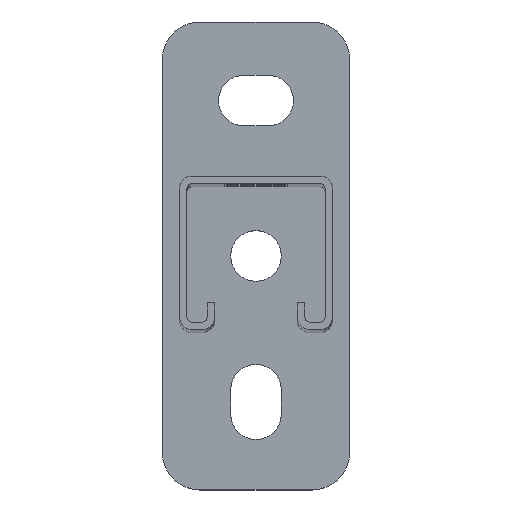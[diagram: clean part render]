
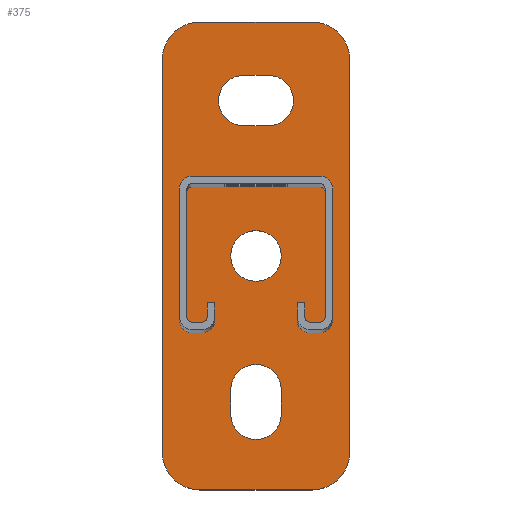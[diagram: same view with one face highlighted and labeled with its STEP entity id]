
A CAD part, top view. The second image highlights one B-rep face of the part: STEP entity #375.
In plain terms, the highlighted planar face has unit normal (0, 0, 1).
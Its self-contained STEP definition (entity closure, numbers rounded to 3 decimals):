
#375=ADVANCED_FACE('',(#744,#745,#746,#747),#748,.T.);
#744=FACE_BOUND('',#1096,.T.);
#745=FACE_BOUND('',#1097,.T.);
#746=FACE_BOUND('',#1098,.T.);
#747=FACE_OUTER_BOUND('',#1099,.T.);
#748=PLANE('',#1100);
#1096=EDGE_LOOP('',(#2061,#2062));
#1097=EDGE_LOOP('',(#2063,#2064,#2065,#2066,#2067,#2068));
#1098=EDGE_LOOP('',(#2069,#2070,#2071,#2072,#2073,#2074));
#1099=EDGE_LOOP('',(#2075,#2076,#2077,#2078,#2079,#2080,#2081,#2082));
#1100=AXIS2_PLACEMENT_3D('',#2083,#2084,#2085);
#2061=ORIENTED_EDGE('',*,*,#2446,.T.);
#2062=ORIENTED_EDGE('',*,*,#2441,.T.);
#2063=ORIENTED_EDGE('',*,*,#2431,.T.);
#2064=ORIENTED_EDGE('',*,*,#2454,.T.);
#2065=ORIENTED_EDGE('',*,*,#2456,.T.);
#2066=ORIENTED_EDGE('',*,*,#2436,.T.);
#2067=ORIENTED_EDGE('',*,*,#2450,.T.);
#2068=ORIENTED_EDGE('',*,*,#2459,.T.);
#2069=ORIENTED_EDGE('',*,*,#2421,.T.);
#2070=ORIENTED_EDGE('',*,*,#2468,.T.);
#2071=ORIENTED_EDGE('',*,*,#2470,.T.);
#2072=ORIENTED_EDGE('',*,*,#2426,.T.);
#2073=ORIENTED_EDGE('',*,*,#2464,.T.);
#2074=ORIENTED_EDGE('',*,*,#2473,.T.);
#2075=ORIENTED_EDGE('',*,*,#2477,.T.);
#2076=ORIENTED_EDGE('',*,*,#2502,.T.);
#2077=ORIENTED_EDGE('',*,*,#2499,.T.);
#2078=ORIENTED_EDGE('',*,*,#2496,.T.);
#2079=ORIENTED_EDGE('',*,*,#2493,.T.);
#2080=ORIENTED_EDGE('',*,*,#2503,.T.);
#2081=ORIENTED_EDGE('',*,*,#2504,.T.);
#2082=ORIENTED_EDGE('',*,*,#2489,.T.);
#2083=CARTESIAN_POINT('',(0.0,0.0,8.0));
#2084=DIRECTION('',(0.0,0.0,1.0));
#2085=DIRECTION('',(1.0,0.0,0.0));
#2421=EDGE_CURVE('',#2973,#2970,#2974,.T.);
#2426=EDGE_CURVE('',#2982,#2979,#2983,.T.);
#2431=EDGE_CURVE('',#2991,#2988,#2992,.T.);
#2436=EDGE_CURVE('',#3000,#2997,#3001,.T.);
#2441=EDGE_CURVE('',#3009,#3006,#3010,.T.);
#2446=EDGE_CURVE('',#3006,#3009,#3016,.T.);
#2450=EDGE_CURVE('',#2997,#3020,#3022,.T.);
#2454=EDGE_CURVE('',#2988,#3026,#3028,.T.);
#2456=EDGE_CURVE('',#3026,#3000,#3030,.T.);
#2459=EDGE_CURVE('',#3020,#2991,#3033,.T.);
#2464=EDGE_CURVE('',#2979,#3038,#3040,.T.);
#2468=EDGE_CURVE('',#2970,#3044,#3046,.T.);
#2470=EDGE_CURVE('',#3044,#2982,#3048,.T.);
#2473=EDGE_CURVE('',#3038,#2973,#3051,.T.);
#2477=EDGE_CURVE('',#3057,#3054,#3058,.T.);
#2489=EDGE_CURVE('',#3077,#3057,#3078,.T.);
#2493=EDGE_CURVE('',#3083,#3081,#3084,.T.);
#2496=EDGE_CURVE('',#3087,#3083,#3088,.T.);
#2499=EDGE_CURVE('',#3091,#3087,#3092,.T.);
#2502=EDGE_CURVE('',#3054,#3091,#3095,.T.);
#2503=EDGE_CURVE('',#3081,#3096,#3097,.T.);
#2504=EDGE_CURVE('',#3096,#3077,#3098,.T.);
#2970=VERTEX_POINT('',#3696);
#2973=VERTEX_POINT('',#3700);
#2974=CIRCLE('',#3701,6.75);
#2979=VERTEX_POINT('',#3707);
#2982=VERTEX_POINT('',#3711);
#2983=CIRCLE('',#3712,6.75);
#2988=VERTEX_POINT('',#3718);
#2991=VERTEX_POINT('',#3722);
#2992=CIRCLE('',#3723,6.75);
#2997=VERTEX_POINT('',#3729);
#3000=VERTEX_POINT('',#3733);
#3001=CIRCLE('',#3734,6.75);
#3006=VERTEX_POINT('',#3740);
#3009=VERTEX_POINT('',#3744);
#3010=CIRCLE('',#3745,6.75);
#3016=CIRCLE('',#3752,6.75);
#3020=VERTEX_POINT('',#3756);
#3022=CIRCLE('',#3759,6.75);
#3026=VERTEX_POINT('',#3763);
#3028=CIRCLE('',#3766,6.75);
#3030=LINE('',#3768,#3769);
#3033=LINE('',#3773,#3774);
#3038=VERTEX_POINT('',#3780);
#3040=CIRCLE('',#3783,6.75);
#3044=VERTEX_POINT('',#3787);
#3046=CIRCLE('',#3790,6.75);
#3048=LINE('',#3792,#3793);
#3051=LINE('',#3797,#3798);
#3054=VERTEX_POINT('',#3802);
#3057=VERTEX_POINT('',#3806);
#3058=CIRCLE('',#3807,10.0);
#3077=VERTEX_POINT('',#3831);
#3078=LINE('',#3832,#3833);
#3081=VERTEX_POINT('',#3837);
#3083=VERTEX_POINT('',#3840);
#3084=CIRCLE('',#3841,10.0);
#3087=VERTEX_POINT('',#3845);
#3088=LINE('',#3846,#3847);
#3091=VERTEX_POINT('',#3851);
#3092=CIRCLE('',#3852,10.0);
#3095=LINE('',#3856,#3857);
#3096=VERTEX_POINT('',#3858);
#3097=LINE('',#3859,#3860);
#3098=CIRCLE('',#3861,10.0);
#3696=CARTESIAN_POINT('',(10.0,41.5,8.0));
#3700=CARTESIAN_POINT('',(3.25,48.25,8.0));
#3701=AXIS2_PLACEMENT_3D('',#4289,#4290,#4291);
#3707=CARTESIAN_POINT('',(-10.0,41.5,8.0));
#3711=CARTESIAN_POINT('',(-3.25,34.75,8.0));
#3712=AXIS2_PLACEMENT_3D('',#4297,#4298,#4299);
#3718=CARTESIAN_POINT('',(0.,-29.0,8.0));
#3722=CARTESIAN_POINT('',(-6.75,-35.75,8.0));
#3723=AXIS2_PLACEMENT_3D('',#4305,#4306,#4307);
#3729=CARTESIAN_POINT('',(0.,-49.0,8.0));
#3733=CARTESIAN_POINT('',(6.75,-42.25,8.0));
#3734=AXIS2_PLACEMENT_3D('',#4313,#4314,#4315);
#3740=CARTESIAN_POINT('',(6.75,0.0,8.0));
#3744=CARTESIAN_POINT('',(-6.75,0.,8.0));
#3745=AXIS2_PLACEMENT_3D('',#4321,#4322,#4323);
#3752=AXIS2_PLACEMENT_3D('',#4331,#4332,#4333);
#3756=CARTESIAN_POINT('',(-6.75,-42.25,8.0));
#3759=AXIS2_PLACEMENT_3D('',#4338,#4339,#4340);
#3763=CARTESIAN_POINT('',(6.75,-35.75,8.0));
#3766=AXIS2_PLACEMENT_3D('',#4345,#4346,#4347);
#3768=CARTESIAN_POINT('',(6.75,-19.5,8.0));
#3769=VECTOR('',#4348,1.0);
#3773=CARTESIAN_POINT('',(-6.75,-19.5,8.0));
#3774=VECTOR('',#4350,1.0);
#3780=CARTESIAN_POINT('',(-3.25,48.25,8.0));
#3783=AXIS2_PLACEMENT_3D('',#4356,#4357,#4358);
#3787=CARTESIAN_POINT('',(3.25,34.75,8.0));
#3790=AXIS2_PLACEMENT_3D('',#4363,#4364,#4365);
#3792=CARTESIAN_POINT('',(0.0,34.75,8.0));
#3793=VECTOR('',#4366,1.0);
#3797=CARTESIAN_POINT('',(0.0,48.25,8.0));
#3798=VECTOR('',#4368,1.0);
#3802=CARTESIAN_POINT('',(15.0,62.5,8.0));
#3806=CARTESIAN_POINT('',(25.0,52.5,8.0));
#3807=AXIS2_PLACEMENT_3D('',#4371,#4372,#4373);
#3831=CARTESIAN_POINT('',(25.0,-52.5,8.0));
#3832=CARTESIAN_POINT('',(25.0,0.0,8.0));
#3833=VECTOR('',#4391,1.0);
#3837=CARTESIAN_POINT('',(-15.0,-62.5,8.0));
#3840=CARTESIAN_POINT('',(-25.0,-52.5,8.0));
#3841=AXIS2_PLACEMENT_3D('',#4394,#4395,#4396);
#3845=CARTESIAN_POINT('',(-25.0,52.5,8.0));
#3846=CARTESIAN_POINT('',(-25.0,0.0,8.0));
#3847=VECTOR('',#4398,1.0);
#3851=CARTESIAN_POINT('',(-15.0,62.5,8.0));
#3852=AXIS2_PLACEMENT_3D('',#4400,#4401,#4402);
#3856=CARTESIAN_POINT('',(0.0,62.5,8.0));
#3857=VECTOR('',#4404,1.0);
#3858=CARTESIAN_POINT('',(15.0,-62.5,8.0));
#3859=CARTESIAN_POINT('',(0.0,-62.5,8.0));
#3860=VECTOR('',#4405,1.0);
#3861=AXIS2_PLACEMENT_3D('',#4406,#4407,#4408);
#4289=CARTESIAN_POINT('',(3.25,41.5,8.0));
#4290=DIRECTION('',(0.0,0.0,-1.0));
#4291=DIRECTION('',(1.0,0.0,0.0));
#4297=CARTESIAN_POINT('',(-3.25,41.5,8.0));
#4298=DIRECTION('',(-0.0,0.0,-1.0));
#4299=DIRECTION('',(-1.0,0.0,0.0));
#4305=CARTESIAN_POINT('',(0.0,-35.75,8.0));
#4306=DIRECTION('',(0.0,0.0,-1.0));
#4307=DIRECTION('',(0.0,1.0,0.0));
#4313=CARTESIAN_POINT('',(0.0,-42.25,8.0));
#4314=DIRECTION('',(-0.0,-0.0,-1.0));
#4315=DIRECTION('',(0.0,-1.0,0.0));
#4321=CARTESIAN_POINT('',(0.0,0.0,8.0));
#4322=DIRECTION('',(0.0,0.0,-1.0));
#4323=DIRECTION('',(1.0,0.0,0.0));
#4331=CARTESIAN_POINT('',(0.0,0.0,8.0));
#4332=DIRECTION('',(0.0,0.0,-1.0));
#4333=DIRECTION('',(1.0,0.0,0.0));
#4338=CARTESIAN_POINT('',(0.0,-42.25,8.0));
#4339=DIRECTION('',(-0.0,-0.0,-1.0));
#4340=DIRECTION('',(0.0,-1.0,0.0));
#4345=CARTESIAN_POINT('',(0.0,-35.75,8.0));
#4346=DIRECTION('',(0.0,0.0,-1.0));
#4347=DIRECTION('',(0.0,1.0,0.0));
#4348=DIRECTION('',(0.0,-1.0,0.0));
#4350=DIRECTION('',(0.0,1.0,0.0));
#4356=CARTESIAN_POINT('',(-3.25,41.5,8.0));
#4357=DIRECTION('',(-0.0,0.0,-1.0));
#4358=DIRECTION('',(-1.0,0.0,0.0));
#4363=CARTESIAN_POINT('',(3.25,41.5,8.0));
#4364=DIRECTION('',(0.0,0.0,-1.0));
#4365=DIRECTION('',(1.0,0.0,0.0));
#4366=DIRECTION('',(-1.0,0.0,0.0));
#4368=DIRECTION('',(1.0,0.0,-0.0));
#4371=CARTESIAN_POINT('',(15.0,52.5,8.0));
#4372=DIRECTION('',(0.0,0.0,1.0));
#4373=DIRECTION('',(0.0,-1.0,0.0));
#4391=DIRECTION('',(0.0,1.0,0.0));
#4394=CARTESIAN_POINT('',(-15.0,-52.5,8.0));
#4395=DIRECTION('',(0.0,-0.0,1.0));
#4396=DIRECTION('',(0.0,1.0,0.0));
#4398=DIRECTION('',(0.0,-1.0,0.0));
#4400=CARTESIAN_POINT('',(-15.0,52.5,8.0));
#4401=DIRECTION('',(0.0,0.0,1.0));
#4402=DIRECTION('',(1.0,0.0,0.0));
#4404=DIRECTION('',(-1.0,0.0,0.0));
#4405=DIRECTION('',(1.0,0.0,0.0));
#4406=CARTESIAN_POINT('',(15.0,-52.5,8.0));
#4407=DIRECTION('',(0.0,0.0,1.0));
#4408=DIRECTION('',(-1.0,0.0,0.0));
